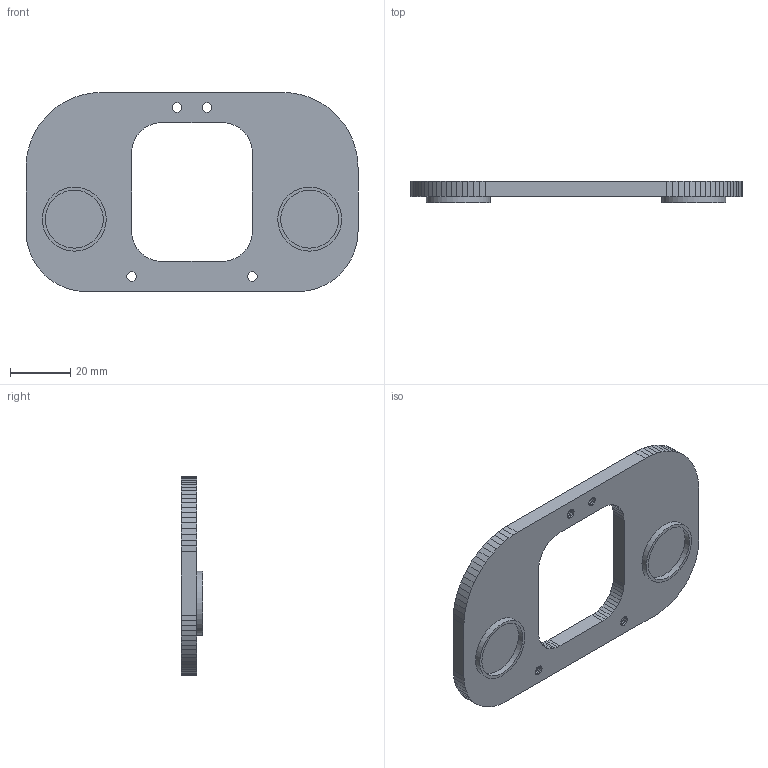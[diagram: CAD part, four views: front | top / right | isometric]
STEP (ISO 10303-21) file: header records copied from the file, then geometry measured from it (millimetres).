
FILE_DESCRIPTION(('FreeCAD Model'),'2;1');
FILE_NAME('Open CASCADE Shape Model','2024-11-02T22:47:46',(''),(''), 'Open CASCADE STEP processor 7.6','FreeCAD','Unknown');
FILE_SCHEMA(('AUTOMOTIVE_DESIGN { 1 0 10303 214 1 1 1 1 }'));
Length unit declared in the file: millimetre
Products named in the file (1): Pad001
Bounding box: 110 x 7 x 66 mm (x, y, z)
Volume: 25178.3 mm3; surface area: 13220.3 mm2
Topology: 1 solids, 1 shells, 354 faces, 1032 edges, 688 vertices
Faces by surface type: plane 350, cylinder 4
Full cylindrical faces by diameter (mm): 19.2 x2, 21.2 x2
Entity records: 11506 total; most frequent: CARTESIAN_POINT 2075, ORIENTED_EDGE 2064, DIRECTION 1750, EDGE_CURVE 1032, LINE 1024, VECTOR 1024, VERTEX_POINT 688, FACE_BOUND 372
